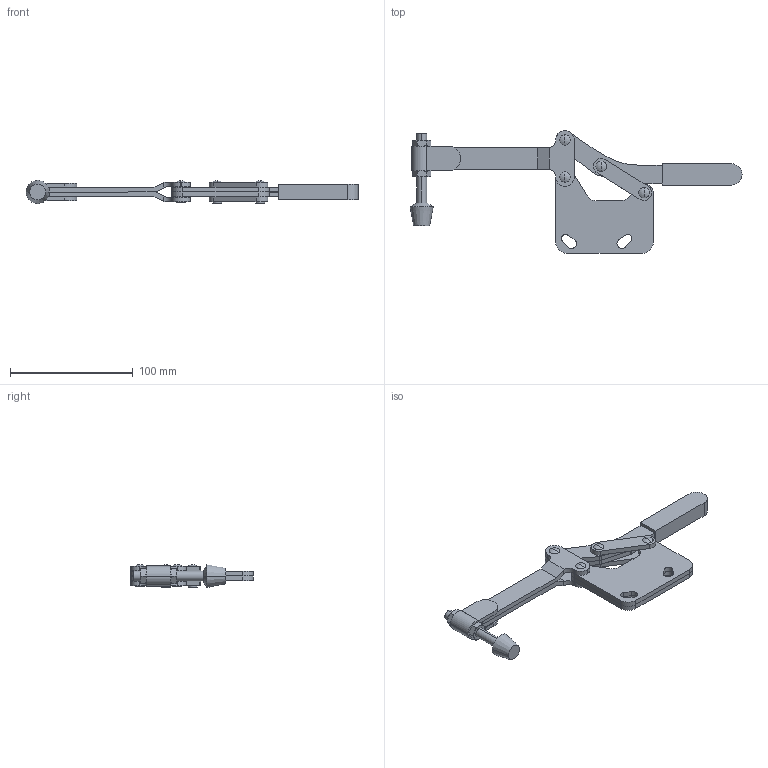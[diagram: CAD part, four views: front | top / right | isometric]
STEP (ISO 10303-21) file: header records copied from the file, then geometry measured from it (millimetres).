
FILE_DESCRIPTION (( 'STEP AP214' ), '1' );
FILE_NAME ('GH-22250(Â²¤Æ).STEP', '2020-07-20T03:32:47', ( 'LinWei' ), ( '' ), 'SwSTEP 2.0', 'SolidWorks 2016', '' );
FILE_SCHEMA (( 'AUTOMOTIVE_DESIGN' ));
Length unit declared in the file: millimetre
Products named in the file (6): Group4^GH-22240(簡化); Group3^GH-22245(簡化); Group5^組合件5; 12223501-1^GH-22250(簡化); Group2^GH-22250(簡化); GH-22250(簡化)
Assembly tree (5 placements, depth 2):
  GH-22250(簡化)
    Group2^GH-22250(簡化)
    12223501-1^GH-22250(簡化)
    Group5^組合件5
    Group3^GH-22245(簡化)
    Group4^GH-22240(簡化)
Bounding box: 270.26 x 99.7 x 19 mm (x, y, z)
Volume: 94769.4 mm3; surface area: 42477.7 mm2
Topology: 5 solids, 5 shells, 237 faces, 578 edges, 366 vertices
Faces by surface type: cylinder 105, plane 96, cone 28, sphere 8
Entity records: 7997 total; most frequent: CARTESIAN_POINT 1485, DIRECTION 1254, ORIENTED_EDGE 1156, EDGE_CURVE 578, AXIS2_PLACEMENT_3D 487, VERTEX_POINT 366, VECTOR 280, LINE 280
